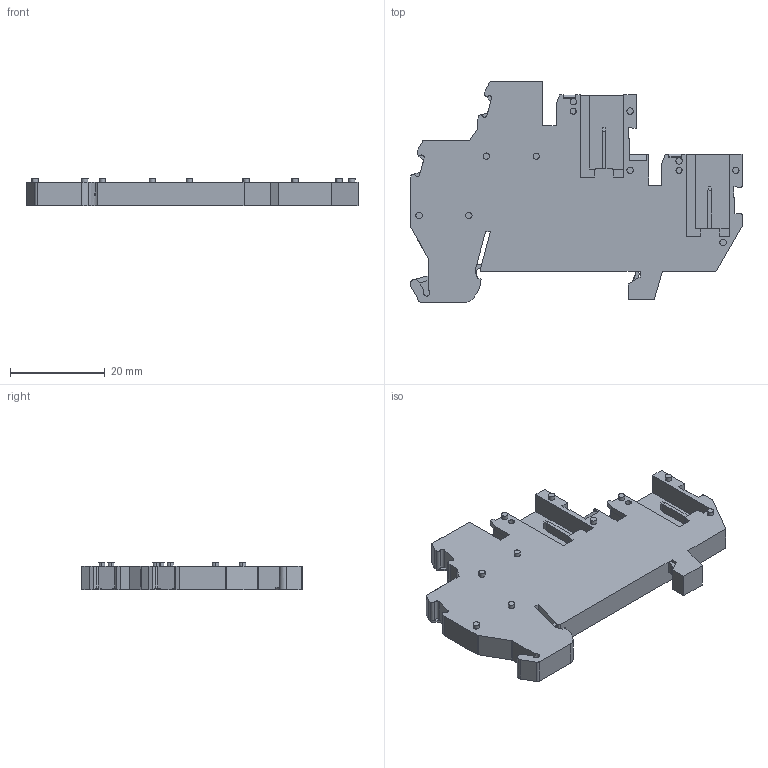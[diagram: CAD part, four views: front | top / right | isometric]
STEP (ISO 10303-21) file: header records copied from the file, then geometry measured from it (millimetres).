
FILE_DESCRIPTION((''),'2;1');
FILE_NAME('5YB574539_ASM','2023-11-14T',('dell'),(''),'PRO/ENGINEER BY PARAMETRIC TECHNOLOGY CORPORATION, 2013230','PRO/ENGINEER BY PARAMETRIC TECHNOLOGY CORPORATION, 2013230','');
FILE_SCHEMA(('AUTOMOTIVE_DESIGN { 1 0 10303 214 1 1 1 1 }'));
Length unit declared in the file: millimetre
Products named in the file (1): 5YB574539_ASM
Bounding box: 70 x 46.5 x 5.9 mm (x, y, z)
Volume: 9155 mm3; surface area: 7052.3 mm2
Topology: 1 solids, 2 shells, 352 faces, 965 edges, 633 vertices
Faces by surface type: plane 234, cylinder 61, cone 42, bspline 13, torus 2
Entity records: 12161 total; most frequent: CARTESIAN_POINT 2565, ORIENTED_EDGE 1920, DIRECTION 1801, EDGE_CURVE 965, VECTOR 689, LINE 689, VERTEX_POINT 633, AXIS2_PLACEMENT_3D 556
